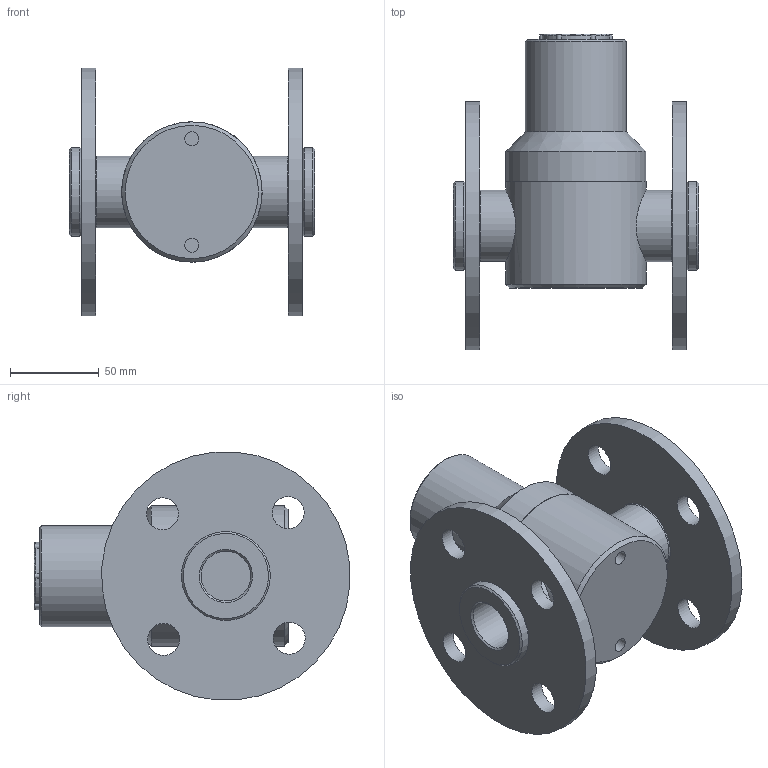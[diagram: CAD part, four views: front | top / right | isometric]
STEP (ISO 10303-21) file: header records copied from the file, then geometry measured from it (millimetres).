
FILE_DESCRIPTION (( 'STEP AP214' ), '1' );
FILE_NAME ('1-1104-7X-PN16.STEP', '2019-07-24T10:18:10', ( '' ), ( '' ), 'SwSTEP 2.0', 'SolidWorks 2019', '' );
FILE_SCHEMA (( 'AUTOMOTIVE_DESIGN' ));
Length unit declared in the file: millimetre
Products named in the file (13): 32 + 40mm Dust Cap; one inch Flange stub - ABS; 1-1104-7X-PN16; PVC Bonnet all size; PVC Bonnet all size_32mm PVC-304; 1 PN16 BR; Body detail - ABS 32; Body detail - ABS 32_32mm or 1
Assembly tree (7 placements, depth 2):
  32 + 40mm Dust Cap
  1-1104-7X-PN16
    Body detail - ABS 32_32mm or 1
    PVC Bonnet all size_32mm PVC-304
    one inch Flange stub - ABS  x2
    32 + 40mm Dust Cap
    1 PN16 BR  x2
  PVC Bonnet all size
  one inch Flange stub - ABS
  1 PN16 BR
Bounding box: 138.2 x 177.68 x 139.57 mm (x, y, z)
Volume: 773058.8 mm3; surface area: 156386.4 mm2
Topology: 7 solids, 7 shells, 97 faces, 213 edges, 138 vertices
Faces by surface type: cylinder 41, plane 24, cone 14, torus 14, bspline 4
Full cylindrical faces by diameter (mm): 7.938 x2, 18 x8, 27.5 x1, 28 x2, 40.3 x2, 40.35 x2, 41 x2, 41.5 x2, 50 x2, 57 x1, 79 x2, 140 x2
Entity records: 3845 total; most frequent: CARTESIAN_POINT 1974, DIRECTION 343, ORIENTED_EDGE 270, AXIS2_PLACEMENT_3D 164, EDGE_CURVE 135, EDGE_LOOP 123, VERTEX_POINT 104, FACE_OUTER_BOUND 95
